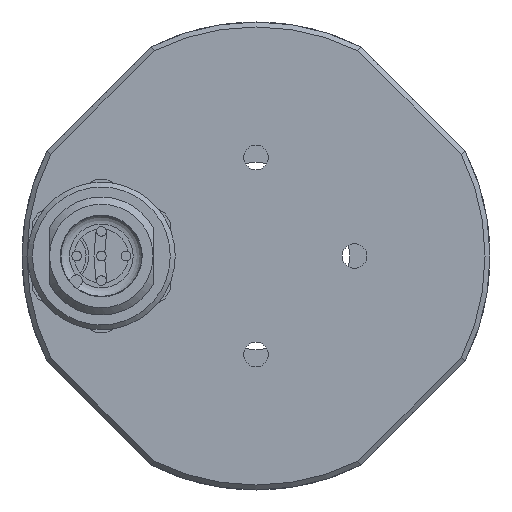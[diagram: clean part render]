
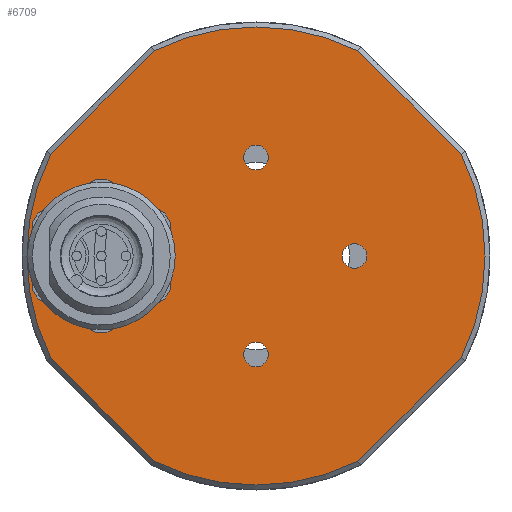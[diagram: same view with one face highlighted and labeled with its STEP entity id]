
A CAD part, left-side view. The second image highlights one B-rep face of the part: STEP entity #6709.
In plain terms, the highlighted planar face has unit normal (-1, 0, 0).
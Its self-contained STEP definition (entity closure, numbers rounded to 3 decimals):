
#7 = EDGE_CURVE ( 'NONE', #6876, #2166, #7166, .T. ) ;
#21 = CARTESIAN_POINT ( 'NONE',  ( -67.626, 10.278, -20.884 ) ) ;
#45 = EDGE_CURVE ( 'NONE', #74, #74, #1225, .T. ) ;
#74 = VERTEX_POINT ( 'NONE', #6959 ) ;
#97 = ORIENTED_EDGE ( 'NONE', *, *, #4178, .T. ) ;
#124 = DIRECTION ( 'NONE',  ( -1., 0., 0. ) ) ;
#264 = CARTESIAN_POINT ( 'NONE',  ( -67.626, 10.335, 20.827 ) ) ;
#469 = ORIENTED_EDGE ( 'NONE', *, *, #1650, .T. ) ;
#603 = CARTESIAN_POINT ( 'NONE',  ( -67.626, 0., 10. ) ) ;
#653 = FACE_BOUND ( 'NONE', #4584, .T. ) ;
#697 = EDGE_CURVE ( 'NONE', #4127, #4127, #859, .T. ) ;
#754 = CARTESIAN_POINT ( 'NONE',  ( -67.626, -10.278, 20.884 ) ) ;
#764 = CIRCLE ( 'NONE', #2249, 23.25 ) ;
#772 = CARTESIAN_POINT ( 'NONE',  ( -67.626, 0., 0. ) ) ;
#776 = VERTEX_POINT ( 'NONE', #6540 ) ;
#780 = DIRECTION ( 'NONE',  ( 0., 0., -1. ) ) ;
#790 = CARTESIAN_POINT ( 'NONE',  ( -67.626, 20.827, -10.335 ) ) ;
#821 = DIRECTION ( 'NONE',  ( -1., 0., 0. ) ) ;
#859 = CIRCLE ( 'NONE', #6938, 5.25 ) ;
#889 = ORIENTED_EDGE ( 'NONE', *, *, #2832, .T. ) ;
#907 = DIRECTION ( 'NONE',  ( 0., 0., -1. ) ) ;
#1014 = CARTESIAN_POINT ( 'NONE',  ( -67.626, 20.827, 10.335 ) ) ;
#1023 = DIRECTION ( 'NONE',  ( -1., 0., 0. ) ) ;
#1112 = EDGE_CURVE ( 'NONE', #1609, #6876, #5743, .T. ) ;
#1203 = AXIS2_PLACEMENT_3D ( 'NONE', #603, #1836, #2948 ) ;
#1225 = CIRCLE ( 'NONE', #1203, 1.25 ) ;
#1233 = DIRECTION ( 'NONE',  ( -1., 0., 0. ) ) ;
#1238 = DIRECTION ( 'NONE',  ( -1., 0., 0. ) ) ;
#1452 = EDGE_LOOP ( 'NONE', ( #4232 ) ) ;
#1473 = VERTEX_POINT ( 'NONE', #790 ) ;
#1609 = VERTEX_POINT ( 'NONE', #7368 ) ;
#1650 = EDGE_CURVE ( 'NONE', #2166, #1473, #4638, .T. ) ;
#1702 = DIRECTION ( 'NONE',  ( -1., 0., 0. ) ) ;
#1733 = VERTEX_POINT ( 'NONE', #1848 ) ;
#1776 = CARTESIAN_POINT ( 'NONE',  ( -67.626, 0., 0. ) ) ;
#1791 = CARTESIAN_POINT ( 'NONE',  ( -67.626, 10.335, -20.827 ) ) ;
#1836 = DIRECTION ( 'NONE',  ( -1., 0., 0. ) ) ;
#1848 = CARTESIAN_POINT ( 'NONE',  ( -67.626, 0., -11.25 ) ) ;
#1918 = VERTEX_POINT ( 'NONE', #1791 ) ;
#2057 = CIRCLE ( 'NONE', #4393, 1.25 ) ;
#2077 = EDGE_LOOP ( 'NONE', ( #889, #6531, #97, #5450, #4181, #469, #7170, #7309 ) ) ;
#2166 = VERTEX_POINT ( 'NONE', #1014 ) ;
#2249 = AXIS2_PLACEMENT_3D ( 'NONE', #772, #1233, #5887 ) ;
#2356 = CARTESIAN_POINT ( 'NONE',  ( -67.626, 0., 0. ) ) ;
#2370 = AXIS2_PLACEMENT_3D ( 'NONE', #3235, #6554, #4953 ) ;
#2401 = EDGE_CURVE ( 'NONE', #1918, #776, #764, .T. ) ;
#2526 = DIRECTION ( 'NONE',  ( 0., 0.707, -0.707 ) ) ;
#2527 = AXIS2_PLACEMENT_3D ( 'NONE', #2981, #1238, #3018 ) ;
#2620 = CIRCLE ( 'NONE', #2370, 23.25 ) ;
#2661 = CARTESIAN_POINT ( 'NONE',  ( -67.626, -20.827, 10.335 ) ) ;
#2832 = EDGE_CURVE ( 'NONE', #776, #7313, #6106, .T. ) ;
#2948 = DIRECTION ( 'NONE',  ( 0., 0., -1. ) ) ;
#2969 = FACE_BOUND ( 'NONE', #3765, .T. ) ;
#2981 = CARTESIAN_POINT ( 'NONE',  ( -67.626, -10., 0. ) ) ;
#3018 = DIRECTION ( 'NONE',  ( 0., 0., -1. ) ) ;
#3100 = LINE ( 'NONE', #754, #4851 ) ;
#3142 = DIRECTION ( 'NONE',  ( 0., 0.707, 0.707 ) ) ;
#3235 = CARTESIAN_POINT ( 'NONE',  ( -67.626, 0., 0. ) ) ;
#3484 = LINE ( 'NONE', #21, #5213 ) ;
#3561 = AXIS2_PLACEMENT_3D ( 'NONE', #2356, #6986, #6446 ) ;
#3579 = PLANE ( 'NONE',  #4866 ) ;
#3673 = VERTEX_POINT ( 'NONE', #2661 ) ;
#3686 = VECTOR ( 'NONE', #2526, 1000. ) ;
#3715 = EDGE_CURVE ( 'NONE', #7313, #3673, #2620, .T. ) ;
#3765 = EDGE_LOOP ( 'NONE', ( #7262 ) ) ;
#4127 = VERTEX_POINT ( 'NONE', #4741 ) ;
#4178 = EDGE_CURVE ( 'NONE', #3673, #1609, #3100, .T. ) ;
#4181 = ORIENTED_EDGE ( 'NONE', *, *, #7, .T. ) ;
#4232 = ORIENTED_EDGE ( 'NONE', *, *, #4839, .F. ) ;
#4347 = VECTOR ( 'NONE', #4425, 1000. ) ;
#4393 = AXIS2_PLACEMENT_3D ( 'NONE', #6167, #821, #907 ) ;
#4424 = DIRECTION ( 'NONE',  ( 0., 0., -1. ) ) ;
#4425 = DIRECTION ( 'NONE',  ( 0., -0.707, 0.707 ) ) ;
#4584 = EDGE_LOOP ( 'NONE', ( #6077 ) ) ;
#4613 = CARTESIAN_POINT ( 'NONE',  ( -67.626, -10., -1.25 ) ) ;
#4638 = CIRCLE ( 'NONE', #5599, 23.25 ) ;
#4741 = CARTESIAN_POINT ( 'NONE',  ( -67.626, 15.7, -5.25 ) ) ;
#4822 = CARTESIAN_POINT ( 'NONE',  ( -67.626, 15.7, 0. ) ) ;
#4839 = EDGE_CURVE ( 'NONE', #6756, #6756, #5318, .T. ) ;
#4851 = VECTOR ( 'NONE', #3142, 1000. ) ;
#4866 = AXIS2_PLACEMENT_3D ( 'NONE', #1776, #1702, #6341 ) ;
#4935 = CARTESIAN_POINT ( 'NONE',  ( -67.626, -20.827, -10.335 ) ) ;
#4953 = DIRECTION ( 'NONE',  ( 0., 0., -1. ) ) ;
#4968 = ORIENTED_EDGE ( 'NONE', *, *, #697, .F. ) ;
#5167 = EDGE_CURVE ( 'NONE', #1473, #1918, #3484, .T. ) ;
#5213 = VECTOR ( 'NONE', #7558, 1000. ) ;
#5291 = FACE_BOUND ( 'NONE', #6687, .T. ) ;
#5318 = CIRCLE ( 'NONE', #2527, 1.25 ) ;
#5450 = ORIENTED_EDGE ( 'NONE', *, *, #1112, .T. ) ;
#5599 = AXIS2_PLACEMENT_3D ( 'NONE', #5716, #1023, #4424 ) ;
#5716 = CARTESIAN_POINT ( 'NONE',  ( -67.626, 0., 0. ) ) ;
#5743 = CIRCLE ( 'NONE', #3561, 23.25 ) ;
#5887 = DIRECTION ( 'NONE',  ( 0., 0., -1. ) ) ;
#5950 = CARTESIAN_POINT ( 'NONE',  ( -67.626, -20.884, -10.278 ) ) ;
#6077 = ORIENTED_EDGE ( 'NONE', *, *, #45, .F. ) ;
#6106 = LINE ( 'NONE', #5950, #4347 ) ;
#6154 = EDGE_CURVE ( 'NONE', #1733, #1733, #2057, .T. ) ;
#6167 = CARTESIAN_POINT ( 'NONE',  ( -67.626, 0., -10. ) ) ;
#6341 = DIRECTION ( 'NONE',  ( 0., 0., -1. ) ) ;
#6446 = DIRECTION ( 'NONE',  ( 0., 0., -1. ) ) ;
#6531 = ORIENTED_EDGE ( 'NONE', *, *, #3715, .T. ) ;
#6540 = CARTESIAN_POINT ( 'NONE',  ( -67.626, -10.335, -20.827 ) ) ;
#6554 = DIRECTION ( 'NONE',  ( -1., 0., 0. ) ) ;
#6587 = CARTESIAN_POINT ( 'NONE',  ( -67.626, 20.884, 10.278 ) ) ;
#6687 = EDGE_LOOP ( 'NONE', ( #4968 ) ) ;
#6709 = ADVANCED_FACE ( 'NONE', ( #653, #7534, #2969, #6914, #5291 ), #3579, .T. ) ;
#6756 = VERTEX_POINT ( 'NONE', #4613 ) ;
#6876 = VERTEX_POINT ( 'NONE', #264 ) ;
#6914 = FACE_OUTER_BOUND ( 'NONE', #2077, .T. ) ;
#6938 = AXIS2_PLACEMENT_3D ( 'NONE', #4822, #124, #780 ) ;
#6959 = CARTESIAN_POINT ( 'NONE',  ( -67.626, 0., 8.75 ) ) ;
#6986 = DIRECTION ( 'NONE',  ( -1., 0., 0. ) ) ;
#7166 = LINE ( 'NONE', #6587, #3686 ) ;
#7170 = ORIENTED_EDGE ( 'NONE', *, *, #5167, .T. ) ;
#7262 = ORIENTED_EDGE ( 'NONE', *, *, #6154, .F. ) ;
#7309 = ORIENTED_EDGE ( 'NONE', *, *, #2401, .T. ) ;
#7313 = VERTEX_POINT ( 'NONE', #4935 ) ;
#7368 = CARTESIAN_POINT ( 'NONE',  ( -67.626, -10.335, 20.827 ) ) ;
#7534 = FACE_BOUND ( 'NONE', #1452, .T. ) ;
#7558 = DIRECTION ( 'NONE',  ( 0., -0.707, -0.707 ) ) ;
